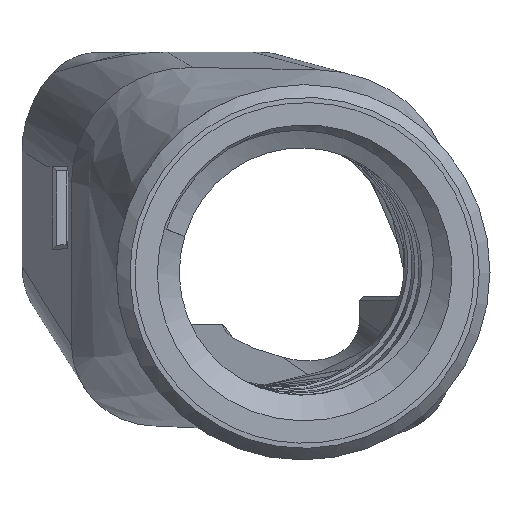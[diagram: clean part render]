
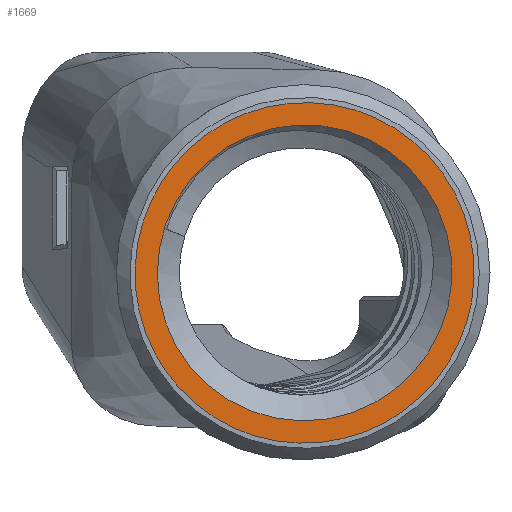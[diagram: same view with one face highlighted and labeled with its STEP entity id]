
A CAD part, top view. The second image highlights one B-rep face of the part: STEP entity #1669.
In plain terms, the highlighted planar face has unit normal (0.103, -0.044, 0.994).
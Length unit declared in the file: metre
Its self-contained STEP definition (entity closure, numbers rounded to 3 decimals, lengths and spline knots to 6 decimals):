
#78=CIRCLE('',#1774,0.012);
#117=PLANE('',#1773);
#704=ORIENTED_EDGE('',*,*,#1023,.T.);
#705=ORIENTED_EDGE('',*,*,#1024,.T.);
#706=ORIENTED_EDGE('',*,*,#1025,.T.);
#707=ORIENTED_EDGE('',*,*,#1026,.T.);
#708=ORIENTED_EDGE('',*,*,#1027,.T.);
#709=ORIENTED_EDGE('',*,*,#1028,.T.);
#710=ORIENTED_EDGE('',*,*,#1029,.T.);
#711=ORIENTED_EDGE('',*,*,#1030,.T.);
#712=ORIENTED_EDGE('',*,*,#1031,.T.);
#1023=EDGE_CURVE('',#1197,#1197,#78,.T.);
#1024=EDGE_CURVE('',#1198,#1199,#1344,.T.);
#1025=EDGE_CURVE('',#1199,#1200,#1345,.T.);
#1026=EDGE_CURVE('',#1200,#1201,#1346,.T.);
#1027=EDGE_CURVE('',#1201,#1202,#1347,.T.);
#1028=EDGE_CURVE('',#1202,#1203,#1348,.T.);
#1029=EDGE_CURVE('',#1203,#1204,#1349,.T.);
#1030=EDGE_CURVE('',#1204,#1205,#1350,.T.);
#1031=EDGE_CURVE('',#1205,#1198,#1351,.T.);
#1197=VERTEX_POINT('',#4289);
#1198=VERTEX_POINT('',#4294);
#1199=VERTEX_POINT('',#4295);
#1200=VERTEX_POINT('',#4300);
#1201=VERTEX_POINT('',#4305);
#1202=VERTEX_POINT('',#4310);
#1203=VERTEX_POINT('',#4315);
#1204=VERTEX_POINT('',#4320);
#1205=VERTEX_POINT('',#4325);
#1344=B_SPLINE_CURVE_WITH_KNOTS('',3,(#4290,#4291,#4292,#4293),
 .UNSPECIFIED.,.F.,.F.,(4,4),(0.,1.),.UNSPECIFIED.);
#1345=B_SPLINE_CURVE_WITH_KNOTS('',3,(#4296,#4297,#4298,#4299),
 .UNSPECIFIED.,.F.,.F.,(4,4),(0.,1.),.UNSPECIFIED.);
#1346=B_SPLINE_CURVE_WITH_KNOTS('',3,(#4301,#4302,#4303,#4304),
 .UNSPECIFIED.,.F.,.F.,(4,4),(0.,1.),.UNSPECIFIED.);
#1347=B_SPLINE_CURVE_WITH_KNOTS('',3,(#4306,#4307,#4308,#4309),
 .UNSPECIFIED.,.F.,.F.,(4,4),(0.,1.),.UNSPECIFIED.);
#1348=B_SPLINE_CURVE_WITH_KNOTS('',3,(#4311,#4312,#4313,#4314),
 .UNSPECIFIED.,.F.,.F.,(4,4),(0.,1.),.UNSPECIFIED.);
#1349=B_SPLINE_CURVE_WITH_KNOTS('',3,(#4316,#4317,#4318,#4319),
 .UNSPECIFIED.,.F.,.F.,(4,4),(0.,1.),.UNSPECIFIED.);
#1350=B_SPLINE_CURVE_WITH_KNOTS('',3,(#4321,#4322,#4323,#4324),
 .UNSPECIFIED.,.F.,.F.,(4,4),(0.,1.),.UNSPECIFIED.);
#1351=B_SPLINE_CURVE_WITH_KNOTS('',3,(#4326,#4327,#4328,#4329),
 .UNSPECIFIED.,.F.,.F.,(4,4),(0.,1.),.UNSPECIFIED.);
#1443=EDGE_LOOP('',(#704));
#1444=EDGE_LOOP('',(#705,#706,#707,#708,#709,#710,#711,#712));
#1549=FACE_BOUND('',#1443,.T.);
#1550=FACE_BOUND('',#1444,.T.);
#1669=ADVANCED_FACE('',(#1549,#1550),#117,.F.);
#1773=AXIS2_PLACEMENT_3D('',#4287,#2019,#2020);
#1774=AXIS2_PLACEMENT_3D('',#4288,#2021,#2022);
#2019=DIRECTION('',(-0.103,0.044,-0.994));
#2020=DIRECTION('',(0.995,0.005,-0.103));
#2021=DIRECTION('',(-0.103,0.044,-0.994));
#2022=DIRECTION('',(-0.995,0.,0.103));
#4287=CARTESIAN_POINT('',(0.003357,-0.001442,0.032355));
#4288=CARTESIAN_POINT('',(0.003357,-0.001442,0.032355));
#4289=CARTESIAN_POINT('',(-0.008579,-0.001442,0.033594));
#4290=CARTESIAN_POINT('',(0.015516,0.005038,0.031382));
#4291=CARTESIAN_POINT('',(0.013832,0.008247,0.0317));
#4292=CARTESIAN_POINT('',(0.010883,0.010694,0.032115));
#4293=CARTESIAN_POINT('',(0.007433,0.011755,0.03252));
#4294=CARTESIAN_POINT('',(0.015516,0.005038,0.031382));
#4295=CARTESIAN_POINT('',(0.007433,0.011755,0.03252));
#4296=CARTESIAN_POINT('',(0.007433,0.011755,0.03252));
#4297=CARTESIAN_POINT('',(0.003977,0.012817,0.032926));
#4298=CARTESIAN_POINT('',(0.000159,0.012445,0.033306));
#4299=CARTESIAN_POINT('',(-0.003039,0.010741,0.033562));
#4300=CARTESIAN_POINT('',(-0.003039,0.010741,0.033562));
#4301=CARTESIAN_POINT('',(-0.003039,0.010741,0.033562));
#4302=CARTESIAN_POINT('',(-0.006241,0.009035,0.033818));
#4303=CARTESIAN_POINT('',(-0.008691,0.006061,0.03394));
#4304=CARTESIAN_POINT('',(-0.009763,0.002591,0.033896));
#4305=CARTESIAN_POINT('',(-0.009763,0.002591,0.033896));
#4306=CARTESIAN_POINT('',(-0.009763,0.002591,0.033896));
#4307=CARTESIAN_POINT('',(-0.010837,-0.000885,0.033853));
#4308=CARTESIAN_POINT('',(-0.010484,-0.004718,0.033646));
#4309=CARTESIAN_POINT('',(-0.008802,-0.007921,0.033328));
#4310=CARTESIAN_POINT('',(-0.008802,-0.007921,0.033328));
#4311=CARTESIAN_POINT('',(-0.008802,-0.007921,0.033328));
#4312=CARTESIAN_POINT('',(-0.007117,-0.01113,0.033011));
#4313=CARTESIAN_POINT('',(-0.004168,-0.013578,0.032595));
#4314=CARTESIAN_POINT('',(-0.000718,-0.014638,0.03219));
#4315=CARTESIAN_POINT('',(-0.000718,-0.014638,0.03219));
#4316=CARTESIAN_POINT('',(-0.000718,-0.014638,0.03219));
#4317=CARTESIAN_POINT('',(0.002737,-0.0157,0.031784));
#4318=CARTESIAN_POINT('',(0.006556,-0.015328,0.031405));
#4319=CARTESIAN_POINT('',(0.009753,-0.013624,0.031149));
#4320=CARTESIAN_POINT('',(0.009753,-0.013624,0.031149));
#4321=CARTESIAN_POINT('',(0.009753,-0.013624,0.031149));
#4322=CARTESIAN_POINT('',(0.012956,-0.011918,0.030893));
#4323=CARTESIAN_POINT('',(0.015406,-0.008944,0.030771));
#4324=CARTESIAN_POINT('',(0.016478,-0.005474,0.030814));
#4325=CARTESIAN_POINT('',(0.016478,-0.005474,0.030814));
#4326=CARTESIAN_POINT('',(0.016478,-0.005474,0.030814));
#4327=CARTESIAN_POINT('',(0.017551,-0.001998,0.030858));
#4328=CARTESIAN_POINT('',(0.017198,0.001835,0.031065));
#4329=CARTESIAN_POINT('',(0.015516,0.005038,0.031382));
